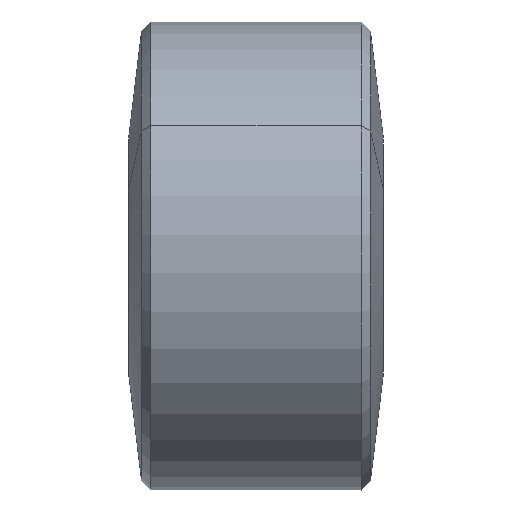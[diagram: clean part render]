
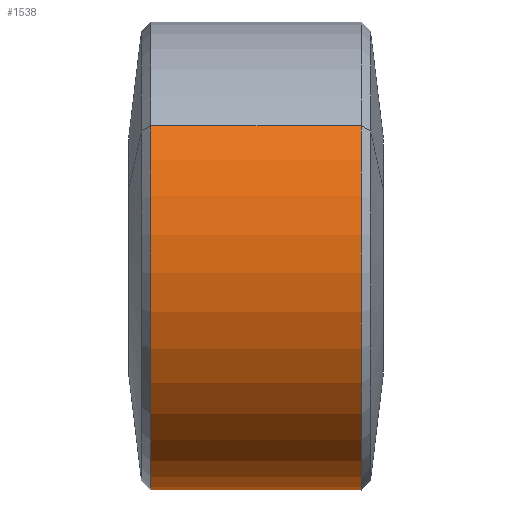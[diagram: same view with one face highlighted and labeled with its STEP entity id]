
A CAD part, top view. The second image highlights one B-rep face of the part: STEP entity #1538.
In plain terms, the highlighted cylindrical face has radius 127 mm (diameter 254 mm), a partial arc.
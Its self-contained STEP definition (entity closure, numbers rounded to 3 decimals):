
#192=FACE_OUTER_BOUND('',#250,.T.);
#250=EDGE_LOOP('',(#1277,#1278,#1279,#1280));
#327=CIRCLE('',#1769,127.);
#328=CIRCLE('',#1770,127.);
#429=LINE('',#2516,#553);
#430=LINE('',#2520,#554);
#553=VECTOR('',#2021,114.3);
#554=VECTOR('',#2024,114.3);
#709=VERTEX_POINT('',#2514);
#710=VERTEX_POINT('',#2515);
#711=VERTEX_POINT('',#2517);
#712=VERTEX_POINT('',#2519);
#993=EDGE_CURVE('',#709,#710,#429,.T.);
#994=EDGE_CURVE('',#710,#711,#327,.T.);
#995=EDGE_CURVE('',#711,#712,#430,.T.);
#996=EDGE_CURVE('',#712,#709,#328,.T.);
#1277=ORIENTED_EDGE('',*,*,#993,.T.);
#1278=ORIENTED_EDGE('',*,*,#994,.T.);
#1279=ORIENTED_EDGE('',*,*,#995,.T.);
#1280=ORIENTED_EDGE('',*,*,#996,.T.);
#1510=CYLINDRICAL_SURFACE('',#1768,127.);
#1538=ADVANCED_FACE('',(#192),#1510,.F.);
#1768=AXIS2_PLACEMENT_3D('',#2513,#2019,#2020);
#1769=AXIS2_PLACEMENT_3D('',#2518,#2022,#2023);
#1770=AXIS2_PLACEMENT_3D('',#2521,#2025,#2026);
#2019=DIRECTION('center_axis',(1.,0.,0.));
#2020=DIRECTION('ref_axis',(0.,0.555,0.832));
#2021=DIRECTION('',(1.,0.,0.));
#2022=DIRECTION('center_axis',(1.,0.,0.));
#2023=DIRECTION('ref_axis',(0.,0.555,0.832));
#2024=DIRECTION('',(-1.,0.,0.));
#2025=DIRECTION('center_axis',(-1.,0.,0.));
#2026=DIRECTION('ref_axis',(0.,-1.,0.));
#2513=CARTESIAN_POINT('Origin',(57.15,0.,0.));
#2514=CARTESIAN_POINT('',(0.,70.447,105.67));
#2515=CARTESIAN_POINT('',(114.3,70.447,105.67));
#2516=CARTESIAN_POINT('',(0.,70.447,105.67));
#2517=CARTESIAN_POINT('',(114.3,-127.,0.));
#2518=CARTESIAN_POINT('Origin',(114.3,0.,0.));
#2519=CARTESIAN_POINT('',(0.,-127.,0.));
#2520=CARTESIAN_POINT('',(114.3,-127.,0.));
#2521=CARTESIAN_POINT('Origin',(0.,0.,0.));
